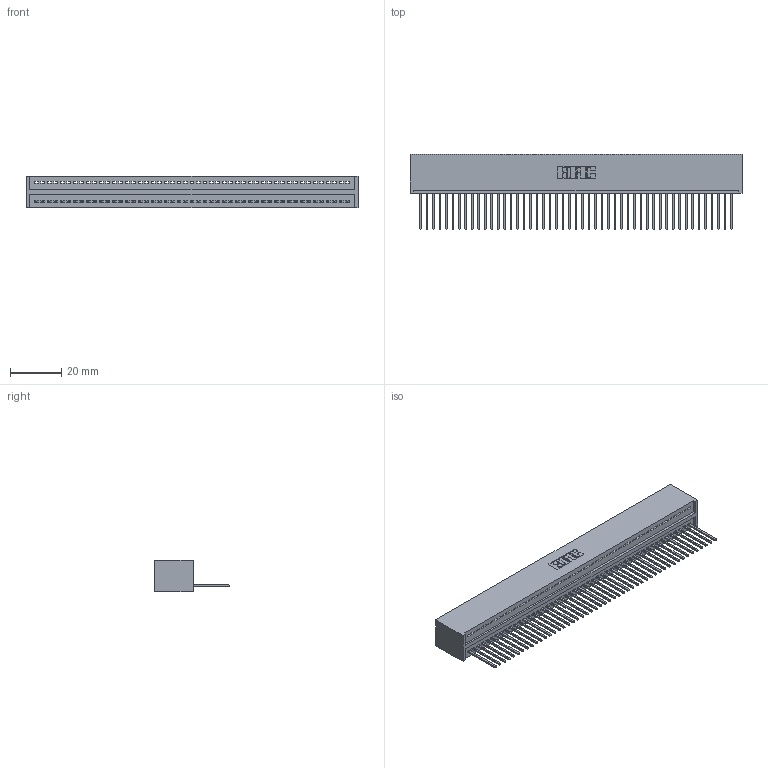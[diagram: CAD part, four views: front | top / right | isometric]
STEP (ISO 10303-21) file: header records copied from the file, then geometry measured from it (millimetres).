
FILE_DESCRIPTION (( 'STEP AP203' ), '1' );
FILE_NAME ('325-049-540-101.STEP', '2020-02-24T23:40:43', ( '' ), ( '' ), 'SwSTEP 2.0', 'SolidWorks 2016', '' );
FILE_SCHEMA (( 'CONFIG_CONTROL_DESIGN' ));
Length unit declared in the file: inch
Products named in the file (3): 325-292-001_325-293-140; 325-049-540-101; 325 Part_Lugless
Assembly tree (50 placements, depth 2):
  325-049-540-101
    325 Part_Lugless
    325-292-001_325-293-140  x49
Bounding box: 130.1 x 29.46 x 12.45 mm (x, y, z)
Volume: 17209.3 mm3; surface area: 19901.1 mm2
Topology: 50 solids, 50 shells, 2948 faces, 8911 edges, 5874 vertices
Faces by surface type: plane 2124, cylinder 824
Entity records: 28791 total; most frequent: CARTESIAN_POINT 4973, ORIENTED_EDGE 4958, DIRECTION 4173, EDGE_CURVE 2479, VECTOR 2359, LINE 2359, VERTEX_POINT 1650, AXIS2_PLACEMENT_3D 907
